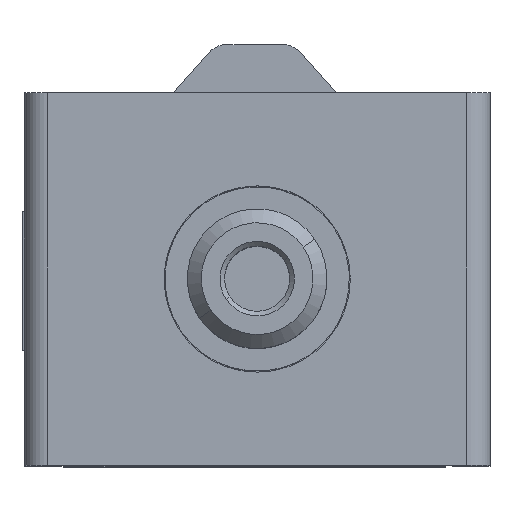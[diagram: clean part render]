
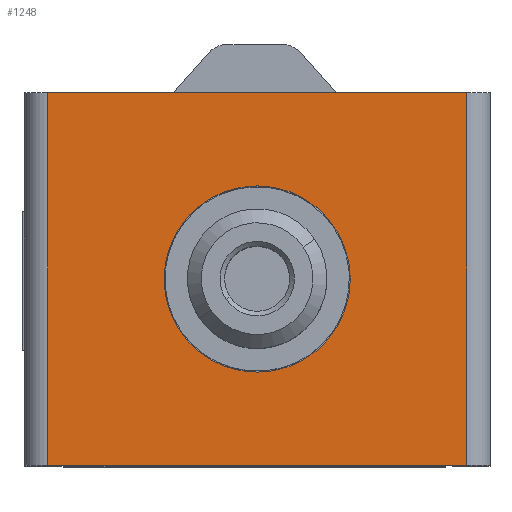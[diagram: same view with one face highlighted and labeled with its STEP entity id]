
A CAD part, top view. The second image highlights one B-rep face of the part: STEP entity #1248.
In plain terms, the highlighted face is planar.
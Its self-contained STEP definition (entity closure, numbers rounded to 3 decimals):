
#16 = VERTEX_POINT ( 'NONE', #1849 ) ;
#121 = EDGE_CURVE ( 'NONE', #523, #1764, #1756, .T. ) ;
#147 = AXIS2_PLACEMENT_3D ( 'NONE', #4685, #2488, #335 ) ;
#226 = EDGE_LOOP ( 'NONE', ( #2675, #3683, #1920, #488 ) ) ;
#335 = DIRECTION ( 'NONE',  ( -1., 0., 0. ) ) ;
#488 = ORIENTED_EDGE ( 'NONE', *, *, #4438, .T. ) ;
#523 = VERTEX_POINT ( 'NONE', #3903 ) ;
#540 = CARTESIAN_POINT ( 'NONE',  ( -5., -4., 0. ) ) ;
#679 = CARTESIAN_POINT ( 'NONE',  ( 0., 0., 0. ) ) ;
#789 = FACE_OUTER_BOUND ( 'NONE', #226, .T. ) ;
#860 = EDGE_LOOP ( 'NONE', ( #2152, #2802 ) ) ;
#913 = VERTEX_POINT ( 'NONE', #1663 ) ;
#1036 = DIRECTION ( 'NONE',  ( -1., 0., 0. ) ) ;
#1050 = DIRECTION ( 'NONE',  ( 0., 0., -1. ) ) ;
#1118 = FACE_BOUND ( 'NONE', #860, .T. ) ;
#1248 = ADVANCED_FACE ( 'NONE', ( #1118, #789 ), #2089, .T. ) ;
#1351 = CARTESIAN_POINT ( 'NONE',  ( 2., 0., 0. ) ) ;
#1432 = CIRCLE ( 'NONE', #147, 2. ) ;
#1637 = VECTOR ( 'NONE', #1780, 1000. ) ;
#1663 = CARTESIAN_POINT ( 'NONE',  ( 4.5, 4., 0. ) ) ;
#1756 = LINE ( 'NONE', #3590, #1637 ) ;
#1764 = VERTEX_POINT ( 'NONE', #4654 ) ;
#1768 = LINE ( 'NONE', #2413, #4328 ) ;
#1780 = DIRECTION ( 'NONE',  ( 0., 1., 0. ) ) ;
#1849 = CARTESIAN_POINT ( 'NONE',  ( -2., 0., 0. ) ) ;
#1870 = VECTOR ( 'NONE', #3042, 1000. ) ;
#1920 = ORIENTED_EDGE ( 'NONE', *, *, #1971, .F. ) ;
#1971 = EDGE_CURVE ( 'NONE', #913, #1764, #3838, .T. ) ;
#2064 = CARTESIAN_POINT ( 'NONE',  ( 4.5, -4., 0. ) ) ;
#2089 = PLANE ( 'NONE',  #2718 ) ;
#2112 = EDGE_CURVE ( 'NONE', #3323, #16, #3381, .T. ) ;
#2124 = DIRECTION ( 'NONE',  ( -1., 0., 0. ) ) ;
#2152 = ORIENTED_EDGE ( 'NONE', *, *, #4502, .F. ) ;
#2261 = CARTESIAN_POINT ( 'NONE',  ( -5., 4., 0. ) ) ;
#2413 = CARTESIAN_POINT ( 'NONE',  ( 4.5, -4., 0. ) ) ;
#2488 = DIRECTION ( 'NONE',  ( 0., 0., -1. ) ) ;
#2675 = ORIENTED_EDGE ( 'NONE', *, *, #3707, .F. ) ;
#2718 = AXIS2_PLACEMENT_3D ( 'NONE', #4303, #1050, #2124 ) ;
#2802 = ORIENTED_EDGE ( 'NONE', *, *, #2112, .F. ) ;
#2833 = LINE ( 'NONE', #540, #1870 ) ;
#3042 = DIRECTION ( 'NONE',  ( 1., 0., 0. ) ) ;
#3144 = DIRECTION ( 'NONE',  ( 0., -1., 0. ) ) ;
#3195 = DIRECTION ( 'NONE',  ( 0., 0., -1. ) ) ;
#3273 = AXIS2_PLACEMENT_3D ( 'NONE', #679, #3195, #1036 ) ;
#3323 = VERTEX_POINT ( 'NONE', #1351 ) ;
#3350 = DIRECTION ( 'NONE',  ( -1., 0., 0. ) ) ;
#3381 = CIRCLE ( 'NONE', #3273, 2. ) ;
#3590 = CARTESIAN_POINT ( 'NONE',  ( -4.5, 4., 0. ) ) ;
#3683 = ORIENTED_EDGE ( 'NONE', *, *, #121, .T. ) ;
#3707 = EDGE_CURVE ( 'NONE', #523, #3796, #2833, .T. ) ;
#3796 = VERTEX_POINT ( 'NONE', #2064 ) ;
#3838 = LINE ( 'NONE', #2261, #4708 ) ;
#3903 = CARTESIAN_POINT ( 'NONE',  ( -4.5, -4., 0. ) ) ;
#4303 = CARTESIAN_POINT ( 'NONE',  ( 0., 0., 0. ) ) ;
#4328 = VECTOR ( 'NONE', #3144, 1000. ) ;
#4438 = EDGE_CURVE ( 'NONE', #913, #3796, #1768, .T. ) ;
#4502 = EDGE_CURVE ( 'NONE', #16, #3323, #1432, .T. ) ;
#4654 = CARTESIAN_POINT ( 'NONE',  ( -4.5, 4., 0. ) ) ;
#4685 = CARTESIAN_POINT ( 'NONE',  ( 0., 0., 0. ) ) ;
#4708 = VECTOR ( 'NONE', #3350, 1000. ) ;
